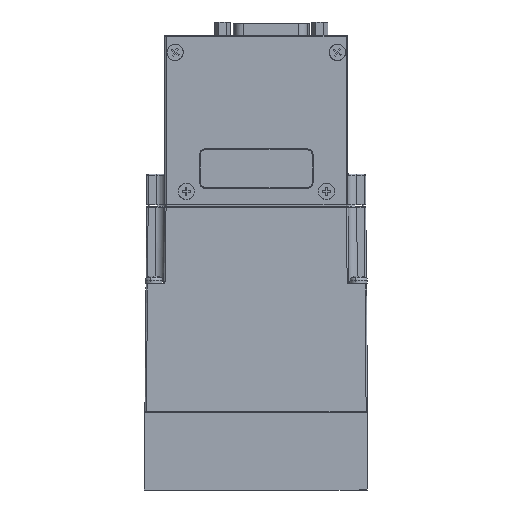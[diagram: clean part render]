
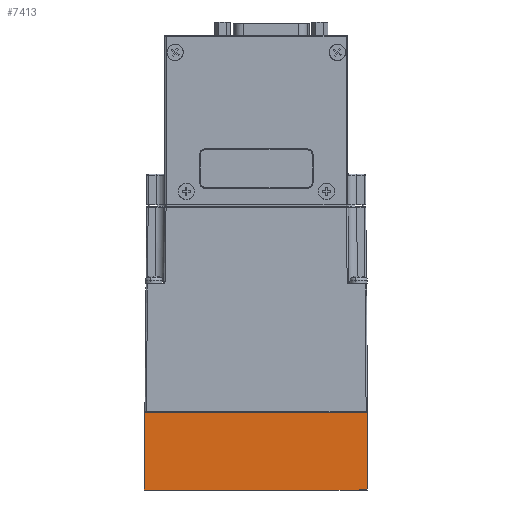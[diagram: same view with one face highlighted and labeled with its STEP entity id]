
A CAD part, left-side view. The second image highlights one B-rep face of the part: STEP entity #7413.
In plain terms, the highlighted planar face has unit normal (-1, 0, 0).
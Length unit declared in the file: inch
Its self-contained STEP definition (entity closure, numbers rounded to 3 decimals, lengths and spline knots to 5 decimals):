
#2241 = CARTESIAN_POINT ( 'NONE',  ( -0.00802, 3.00675, -0.01011 ) ) ;
#3807 = CARTESIAN_POINT ( 'NONE',  ( -0.00802, 0.00675, 1.0332 ) ) ;
#4125 = CARTESIAN_POINT ( 'NONE',  ( -0.00802, 0.00675, 1.0332 ) ) ;
#4525 = VECTOR ( 'NONE', #14431, 39.37008 ) ;
#5930 = EDGE_CURVE ( 'NONE', #17725, #23118, #14177, .T. ) ;
#7413 = ADVANCED_FACE ( 'NONE', ( #10813 ), #20430, .F. ) ;
#7687 = CARTESIAN_POINT ( 'NONE',  ( -0.00802, 0.00675, -0.01011 ) ) ;
#9098 = CARTESIAN_POINT ( 'NONE',  ( -0.00802, 3.00675, 1.0332 ) ) ;
#9584 = EDGE_LOOP ( 'NONE', ( #31053, #27379, #15269, #20484 ) ) ;
#10813 = FACE_OUTER_BOUND ( 'NONE', #9584, .T. ) ;
#11547 = LINE ( 'NONE', #21179, #32741 ) ;
#11858 = CARTESIAN_POINT ( 'NONE',  ( -0.00802, 0.00675, -0.01011 ) ) ;
#12719 = VECTOR ( 'NONE', #28524, 39.37008 ) ;
#14177 = LINE ( 'NONE', #4125, #15816 ) ;
#14431 = DIRECTION ( 'NONE',  ( 0., 0., -1. ) ) ;
#15269 = ORIENTED_EDGE ( 'NONE', *, *, #23087, .T. ) ;
#15816 = VECTOR ( 'NONE', #22588, 39.37008 ) ;
#17569 = DIRECTION ( 'NONE',  ( 1., 0., 0. ) ) ;
#17702 = VERTEX_POINT ( 'NONE', #9098 ) ;
#17725 = VERTEX_POINT ( 'NONE', #11858 ) ;
#20430 = PLANE ( 'NONE',  #30924 ) ;
#20484 = ORIENTED_EDGE ( 'NONE', *, *, #33093, .T. ) ;
#21179 = CARTESIAN_POINT ( 'NONE',  ( -0.00802, 3.00675, 1.0332 ) ) ;
#21522 = EDGE_CURVE ( 'NONE', #23118, #17702, #11547, .T. ) ;
#22495 = CARTESIAN_POINT ( 'NONE',  ( -0.00802, 3.00675, -0.01011 ) ) ;
#22588 = DIRECTION ( 'NONE',  ( 0., 0., 1. ) ) ;
#23041 = CARTESIAN_POINT ( 'NONE',  ( -0.00802, 3.00675, -0.01011 ) ) ;
#23087 = EDGE_CURVE ( 'NONE', #17702, #29992, #28163, .T. ) ;
#23118 = VERTEX_POINT ( 'NONE', #3807 ) ;
#23461 = DIRECTION ( 'NONE',  ( 0., 1., 0. ) ) ;
#27379 = ORIENTED_EDGE ( 'NONE', *, *, #21522, .T. ) ;
#28163 = LINE ( 'NONE', #22495, #4525 ) ;
#28524 = DIRECTION ( 'NONE',  ( 0., -1., 0. ) ) ;
#29992 = VERTEX_POINT ( 'NONE', #2241 ) ;
#30781 = DIRECTION ( 'NONE',  ( 0., 1., 0. ) ) ;
#30924 = AXIS2_PLACEMENT_3D ( 'NONE', #23041, #17569, #30781 ) ;
#31047 = LINE ( 'NONE', #7687, #12719 ) ;
#31053 = ORIENTED_EDGE ( 'NONE', *, *, #5930, .T. ) ;
#32741 = VECTOR ( 'NONE', #23461, 39.37008 ) ;
#33093 = EDGE_CURVE ( 'NONE', #29992, #17725, #31047, .T. ) ;
